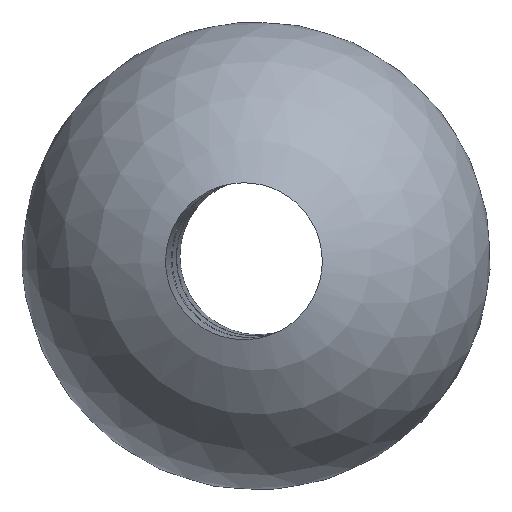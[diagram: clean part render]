
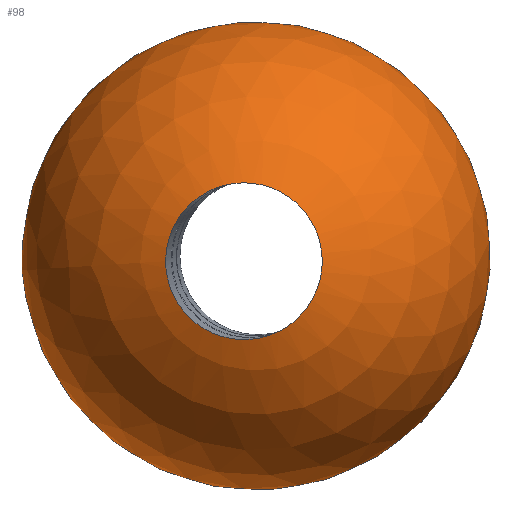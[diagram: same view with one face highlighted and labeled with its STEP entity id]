
A CAD part, top view. The second image highlights one B-rep face of the part: STEP entity #98.
In plain terms, the highlighted spherical face has radius 9 mm.
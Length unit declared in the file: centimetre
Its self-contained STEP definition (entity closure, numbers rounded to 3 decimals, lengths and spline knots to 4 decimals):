
#26=B_SPLINE_CURVE_WITH_KNOTS('',3,(#160,#161,#162,#163,#164,#165,#166,
#167,#168,#169,#170,#171,#172,#173,#174,#175,#176,#177,#178,#179,#180,#181,
#182,#183,#184,#185,#186,#187,#188,#189,#190,#191,#192,#193),
 .UNSPECIFIED.,.T.,.F.,(4,2,2,2,2,2,2,2,2,2,2,2,2,2,2,2,4),(0.,0.113,
0.226,0.3391,0.4522,0.5653,
0.6784,0.7915,0.9045,1.0175,
1.1305,1.2436,1.3567,1.4698,1.5829,
1.696,1.809),.UNSPECIFIED.);
#27=B_SPLINE_CURVE_WITH_KNOTS('',3,(#195,#196,#197,#198,#199,#200,#201,
#202,#203,#204,#205,#206,#207,#208,#209,#210,#211,#212,#213,#214,#215,#216,
#217,#218,#219,#220,#221,#222,#223,#224,#225,#226,#227,#228),
 .UNSPECIFIED.,.T.,.F.,(4,2,2,2,2,2,2,2,2,2,2,2,2,2,2,2,4),(0.,0.113,
0.2261,0.3392,0.4524,0.5654,0.6785,
0.7915,0.9045,1.0176,1.1306,1.2437,
1.3569,1.47,1.583,1.696,1.809),
 .UNSPECIFIED.);
#40=SPHERICAL_SURFACE('',#112,0.9);
#45=FACE_BOUND('',#61,.T.);
#51=FACE_OUTER_BOUND('',#60,.T.);
#60=EDGE_LOOP('',(#86));
#61=EDGE_LOOP('',(#87));
#70=VERTEX_POINT('',#159);
#71=VERTEX_POINT('',#194);
#76=EDGE_CURVE('',#70,#70,#26,.T.);
#77=EDGE_CURVE('',#71,#71,#27,.T.);
#86=ORIENTED_EDGE('',*,*,#76,.T.);
#87=ORIENTED_EDGE('',*,*,#77,.T.);
#98=ADVANCED_FACE('',(#51,#45),#40,.T.);
#112=AXIS2_PLACEMENT_3D('',#229,#135,#136);
#135=DIRECTION('center_axis',(0.,0.,1.));
#136=DIRECTION('ref_axis',(1.,0.,0.));
#159=CARTESIAN_POINT('',(2.2771,4.1896,-0.84));
#160=CARTESIAN_POINT('Ctrl Pts',(2.2771,4.1896,-0.84));
#161=CARTESIAN_POINT('Ctrl Pts',(2.2771,4.1519,-0.8396));
#162=CARTESIAN_POINT('Ctrl Pts',(2.2847,4.1117,-0.8393));
#163=CARTESIAN_POINT('Ctrl Pts',(2.3153,4.0378,-0.8392));
#164=CARTESIAN_POINT('Ctrl Pts',(2.3384,4.0041,-0.8394));
#165=CARTESIAN_POINT('Ctrl Pts',(2.3916,3.9508,-0.8402));
#166=CARTESIAN_POINT('Ctrl Pts',(2.4254,3.9277,-0.8408));
#167=CARTESIAN_POINT('Ctrl Pts',(2.4994,3.8971,-0.8425));
#168=CARTESIAN_POINT('Ctrl Pts',(2.5396,3.8896,-0.8435));
#169=CARTESIAN_POINT('Ctrl Pts',(2.6149,3.8896,-0.8455));
#170=CARTESIAN_POINT('Ctrl Pts',(2.6551,3.8972,-0.8467));
#171=CARTESIAN_POINT('Ctrl Pts',(2.7291,3.9278,-0.849));
#172=CARTESIAN_POINT('Ctrl Pts',(2.7629,3.9509,-0.8502));
#173=CARTESIAN_POINT('Ctrl Pts',(2.8162,4.0042,-0.8523));
#174=CARTESIAN_POINT('Ctrl Pts',(2.8393,4.038,-0.8533));
#175=CARTESIAN_POINT('Ctrl Pts',(2.8699,4.1119,-0.855));
#176=CARTESIAN_POINT('Ctrl Pts',(2.8774,4.1521,-0.8557));
#177=CARTESIAN_POINT('Ctrl Pts',(2.8775,4.2274,-0.8566));
#178=CARTESIAN_POINT('Ctrl Pts',(2.8699,4.2676,-0.8568));
#179=CARTESIAN_POINT('Ctrl Pts',(2.8393,4.3415,-0.8569));
#180=CARTESIAN_POINT('Ctrl Pts',(2.8162,4.3752,-0.8567));
#181=CARTESIAN_POINT('Ctrl Pts',(2.7629,4.4285,-0.856));
#182=CARTESIAN_POINT('Ctrl Pts',(2.7292,4.4516,-0.8553));
#183=CARTESIAN_POINT('Ctrl Pts',(2.6552,4.4822,-0.8538));
#184=CARTESIAN_POINT('Ctrl Pts',(2.615,4.4897,-0.8528));
#185=CARTESIAN_POINT('Ctrl Pts',(2.5397,4.4897,-0.8508));
#186=CARTESIAN_POINT('Ctrl Pts',(2.4994,4.4821,-0.8496));
#187=CARTESIAN_POINT('Ctrl Pts',(2.4255,4.4515,-0.8473));
#188=CARTESIAN_POINT('Ctrl Pts',(2.3917,4.4284,-0.8461));
#189=CARTESIAN_POINT('Ctrl Pts',(2.3384,4.3751,-0.844));
#190=CARTESIAN_POINT('Ctrl Pts',(2.3153,4.3414,-0.843));
#191=CARTESIAN_POINT('Ctrl Pts',(2.2847,4.2675,-0.8412));
#192=CARTESIAN_POINT('Ctrl Pts',(2.2772,4.2273,-0.8405));
#193=CARTESIAN_POINT('Ctrl Pts',(2.2771,4.1896,-0.84));
#194=CARTESIAN_POINT('',(2.2527,4.1785,0.83));
#195=CARTESIAN_POINT('Ctrl Pts',(2.2527,4.1785,0.83));
#196=CARTESIAN_POINT('Ctrl Pts',(2.2527,4.2161,0.831));
#197=CARTESIAN_POINT('Ctrl Pts',(2.2602,4.2563,0.8325));
#198=CARTESIAN_POINT('Ctrl Pts',(2.2908,4.3302,0.8361));
#199=CARTESIAN_POINT('Ctrl Pts',(2.3138,4.3639,0.8382));
#200=CARTESIAN_POINT('Ctrl Pts',(2.367,4.4172,0.8426));
#201=CARTESIAN_POINT('Ctrl Pts',(2.4007,4.4402,0.8451));
#202=CARTESIAN_POINT('Ctrl Pts',(2.4746,4.4708,0.85));
#203=CARTESIAN_POINT('Ctrl Pts',(2.5147,4.4784,0.8525));
#204=CARTESIAN_POINT('Ctrl Pts',(2.59,4.4783,0.8567));
#205=CARTESIAN_POINT('Ctrl Pts',(2.6302,4.4708,0.8587));
#206=CARTESIAN_POINT('Ctrl Pts',(2.7041,4.4402,0.862));
#207=CARTESIAN_POINT('Ctrl Pts',(2.7378,4.4171,0.8633));
#208=CARTESIAN_POINT('Ctrl Pts',(2.791,4.3638,0.8649));
#209=CARTESIAN_POINT('Ctrl Pts',(2.8141,4.33,0.8654));
#210=CARTESIAN_POINT('Ctrl Pts',(2.8447,4.2561,0.8652));
#211=CARTESIAN_POINT('Ctrl Pts',(2.8523,4.216,0.8646));
#212=CARTESIAN_POINT('Ctrl Pts',(2.8523,4.1406,0.8627));
#213=CARTESIAN_POINT('Ctrl Pts',(2.8448,4.1005,0.8613));
#214=CARTESIAN_POINT('Ctrl Pts',(2.8142,4.0266,0.8577));
#215=CARTESIAN_POINT('Ctrl Pts',(2.7912,3.9929,0.8556));
#216=CARTESIAN_POINT('Ctrl Pts',(2.738,3.9396,0.8512));
#217=CARTESIAN_POINT('Ctrl Pts',(2.7043,3.9165,0.8488));
#218=CARTESIAN_POINT('Ctrl Pts',(2.6304,3.8859,0.8438));
#219=CARTESIAN_POINT('Ctrl Pts',(2.5903,3.8784,0.8414));
#220=CARTESIAN_POINT('Ctrl Pts',(2.515,3.8784,0.8371));
#221=CARTESIAN_POINT('Ctrl Pts',(2.4748,3.886,0.8351));
#222=CARTESIAN_POINT('Ctrl Pts',(2.4009,3.9166,0.8317));
#223=CARTESIAN_POINT('Ctrl Pts',(2.3672,3.9397,0.8304));
#224=CARTESIAN_POINT('Ctrl Pts',(2.314,3.993,0.8287));
#225=CARTESIAN_POINT('Ctrl Pts',(2.2909,4.0267,0.8283));
#226=CARTESIAN_POINT('Ctrl Pts',(2.2603,4.1006,0.8284));
#227=CARTESIAN_POINT('Ctrl Pts',(2.2527,4.1408,0.829));
#228=CARTESIAN_POINT('Ctrl Pts',(2.2527,4.1785,0.83));
#229=CARTESIAN_POINT('Origin',(2.6,4.2,0.));
